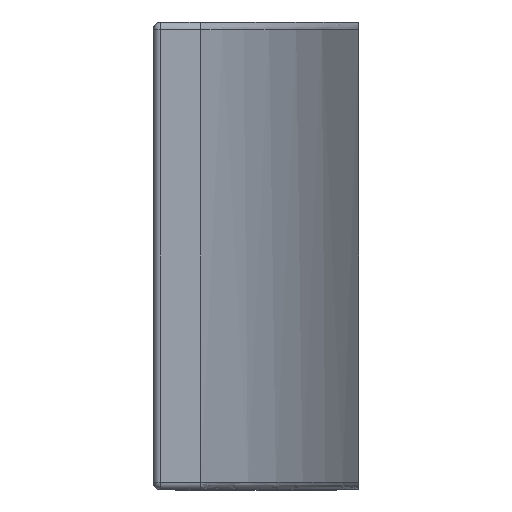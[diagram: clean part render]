
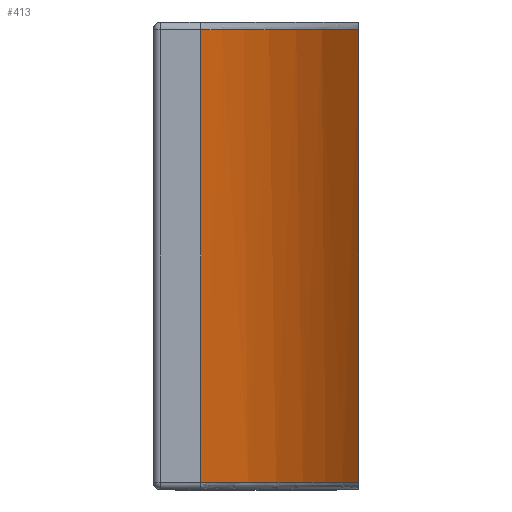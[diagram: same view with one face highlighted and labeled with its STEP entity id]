
A CAD part, left-side view. The second image highlights one B-rep face of the part: STEP entity #413.
In plain terms, the highlighted free-form (B-spline) face has degree [2, 1] with [3, 2] control points.
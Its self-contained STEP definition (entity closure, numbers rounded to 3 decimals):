
#31 = LINE ( 'NONE', #671, #1219 ) ;
#52 = CARTESIAN_POINT ( 'NONE',  ( -1.2, 0., -0.604 ) ) ;
#103 = VERTEX_POINT ( 'NONE', #1352 ) ;
#117 = CARTESIAN_POINT ( 'NONE',  ( -1.2, 0., -0.604 ) ) ;
#133 = CARTESIAN_POINT ( 'NONE',  ( -1.098, 0.123, 0.604 ) ) ;
#216 = ORIENTED_EDGE ( 'NONE', *, *, #907, .F. ) ;
#238 = CARTESIAN_POINT ( 'NONE',  ( -1., 0.423, 0.604 ) ) ;
#258 = CARTESIAN_POINT ( 'NONE',  ( -1.145, 0.057, 0.604 ) ) ;
#282 = CARTESIAN_POINT ( 'NONE',  ( -1.031, 0.266, -0.604 ) ) ;
#338 = CARTESIAN_POINT ( 'NONE',  ( -1.2, 0., -0.624 ) ) ;
#370 = CARTESIAN_POINT ( 'NONE',  ( -1.009, 0.344, 0.604 ) ) ;
#375 = CARTESIAN_POINT ( 'NONE',  ( -1.2, 0., 0.604 ) ) ;
#403 = CARTESIAN_POINT ( 'NONE',  ( -1., 0.423, -0.604 ) ) ;
#413 = ADVANCED_FACE ( 'NONE', ( #1246 ), #682, .T. ) ;
#450 = CARTESIAN_POINT ( 'NONE',  ( -1.2, 0., 0.604 ) ) ;
#470 = CARTESIAN_POINT ( 'NONE',  ( -1.029, 0.177, -0.604 ) ) ;
#542 = CARTESIAN_POINT ( 'NONE',  ( -1.145, 0.057, -0.604 ) ) ;
#552 = EDGE_CURVE ( 'NONE', #1085, #103, #1300, .T. ) ;
#566 = ORIENTED_EDGE ( 'NONE', *, *, #786, .T. ) ;
#578 = CARTESIAN_POINT ( 'NONE',  ( -1., 0.423, -0.604 ) ) ;
#619 = B_SPLINE_CURVE_WITH_KNOTS ( 'NONE', 3,
 ( #375, #258, #133, #1304, #370, #1425 ),
 .UNSPECIFIED., .F., .F.,
 ( 4, 2, 4 ),
 ( 0., 0., 0. ),
 .UNSPECIFIED. ) ;
#668 = CARTESIAN_POINT ( 'NONE',  ( -1.099, 0.122, -0.604 ) ) ;
#671 = CARTESIAN_POINT ( 'NONE',  ( -1., 0.423, -0.624 ) ) ;
#682 = B_SPLINE_SURFACE_WITH_KNOTS ( 'NONE', 2, 1, ( 
 ( #1271, #741 ),
 ( #470, #1527 ),
 ( #117, #1259 ) ),
 .UNSPECIFIED., .F., .F., .F.,
 ( 3, 3 ),
 ( 2, 2 ),
 ( 0., 1. ),
 ( 0., 1. ),
 .UNSPECIFIED. ) ;
#714 = VECTOR ( 'NONE', #1395, 1000. ) ;
#728 = EDGE_CURVE ( 'NONE', #103, #1275, #882, .T. ) ;
#729 = VERTEX_POINT ( 'NONE', #238 ) ;
#741 = CARTESIAN_POINT ( 'NONE',  ( -1., 0.423, 0.604 ) ) ;
#754 = ORIENTED_EDGE ( 'NONE', *, *, #552, .T. ) ;
#786 = EDGE_CURVE ( 'NONE', #1275, #729, #619, .T. ) ;
#882 = LINE ( 'NONE', #338, #714 ) ;
#907 = EDGE_CURVE ( 'NONE', #1085, #729, #31, .T. ) ;
#921 = CARTESIAN_POINT ( 'NONE',  ( -1.009, 0.344, -0.604 ) ) ;
#936 = ORIENTED_EDGE ( 'NONE', *, *, #728, .T. ) ;
#999 = EDGE_LOOP ( 'NONE', ( #216, #754, #936, #566 ) ) ;
#1085 = VERTEX_POINT ( 'NONE', #578 ) ;
#1209 = DIRECTION ( 'NONE',  ( 0., 0., 1. ) ) ;
#1219 = VECTOR ( 'NONE', #1209, 1000. ) ;
#1246 = FACE_OUTER_BOUND ( 'NONE', #999, .T. ) ;
#1259 = CARTESIAN_POINT ( 'NONE',  ( -1.2, 0., 0.604 ) ) ;
#1271 = CARTESIAN_POINT ( 'NONE',  ( -1., 0.423, -0.604 ) ) ;
#1275 = VERTEX_POINT ( 'NONE', #450 ) ;
#1300 = B_SPLINE_CURVE_WITH_KNOTS ( 'NONE', 3,
 ( #403, #921, #282, #668, #542, #52 ),
 .UNSPECIFIED., .F., .F.,
 ( 4, 2, 4 ),
 ( 0., 0., 0. ),
 .UNSPECIFIED. ) ;
#1304 = CARTESIAN_POINT ( 'NONE',  ( -1.03, 0.267, 0.604 ) ) ;
#1352 = CARTESIAN_POINT ( 'NONE',  ( -1.2, 0., -0.604 ) ) ;
#1395 = DIRECTION ( 'NONE',  ( 0., 0., 1. ) ) ;
#1425 = CARTESIAN_POINT ( 'NONE',  ( -1., 0.423, 0.604 ) ) ;
#1527 = CARTESIAN_POINT ( 'NONE',  ( -1.029, 0.177, 0.604 ) ) ;
